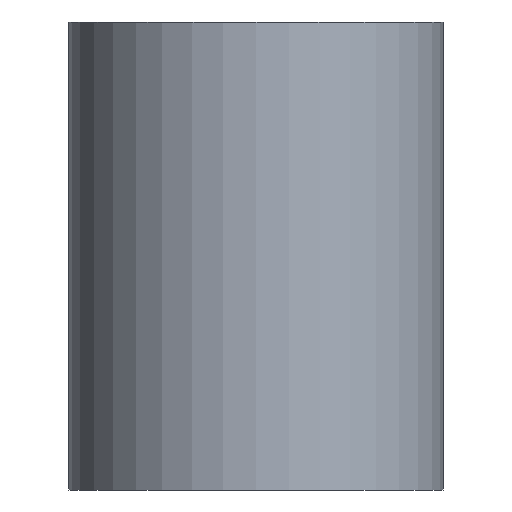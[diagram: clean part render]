
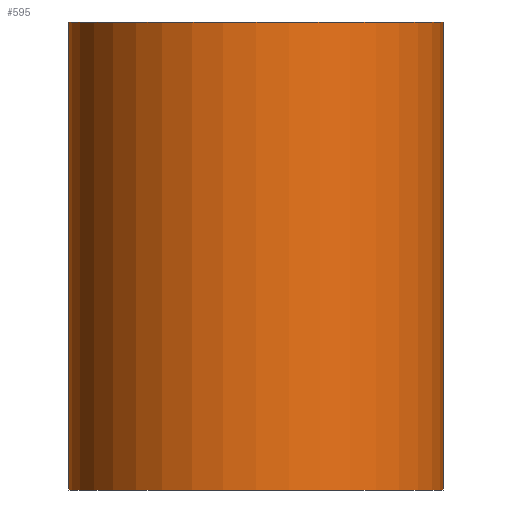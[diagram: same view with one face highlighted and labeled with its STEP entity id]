
A CAD part, front view. The second image highlights one B-rep face of the part: STEP entity #595.
In plain terms, the highlighted cylindrical face has radius 2 mm (diameter 4 mm), a full revolution.
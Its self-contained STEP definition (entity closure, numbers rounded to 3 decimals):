
#55=FACE_OUTER_BOUND('',#88,.T.);
#88=EDGE_LOOP('',(#528,#529,#530,#531));
#95=CIRCLE('',#643,2.);
#96=CIRCLE('',#646,2.);
#180=LINE('',#2673,#206);
#206=VECTOR('',#748,2.);
#265=VERTEX_POINT('',#2667);
#266=VERTEX_POINT('',#2671);
#354=EDGE_CURVE('',#265,#265,#95,.T.);
#355=EDGE_CURVE('',#266,#266,#96,.T.);
#356=EDGE_CURVE('',#266,#265,#180,.T.);
#528=ORIENTED_EDGE('',*,*,#355,.F.);
#529=ORIENTED_EDGE('',*,*,#356,.T.);
#530=ORIENTED_EDGE('',*,*,#354,.F.);
#531=ORIENTED_EDGE('',*,*,#356,.F.);
#564=CYLINDRICAL_SURFACE('',#645,2.);
#595=ADVANCED_FACE('',(#55),#564,.T.);
#643=AXIS2_PLACEMENT_3D('',#2668,#740,#741);
#645=AXIS2_PLACEMENT_3D('',#2670,#744,#745);
#646=AXIS2_PLACEMENT_3D('',#2672,#746,#747);
#740=DIRECTION('center_axis',(0.,0.,-1.));
#741=DIRECTION('ref_axis',(1.,0.,0.));
#744=DIRECTION('center_axis',(0.,0.,1.));
#745=DIRECTION('ref_axis',(1.,0.,0.));
#746=DIRECTION('center_axis',(0.,0.,1.));
#747=DIRECTION('ref_axis',(1.,0.,0.));
#748=DIRECTION('',(0.,0.,-1.));
#2667=CARTESIAN_POINT('',(-125.802,-20.749,-5.));
#2668=CARTESIAN_POINT('Origin',(-123.802,-20.749,-5.));
#2670=CARTESIAN_POINT('Origin',(-123.802,-20.749,-5.));
#2671=CARTESIAN_POINT('',(-125.802,-20.749,0.));
#2672=CARTESIAN_POINT('Origin',(-123.802,-20.749,0.));
#2673=CARTESIAN_POINT('',(-125.802,-20.749,-5.));
